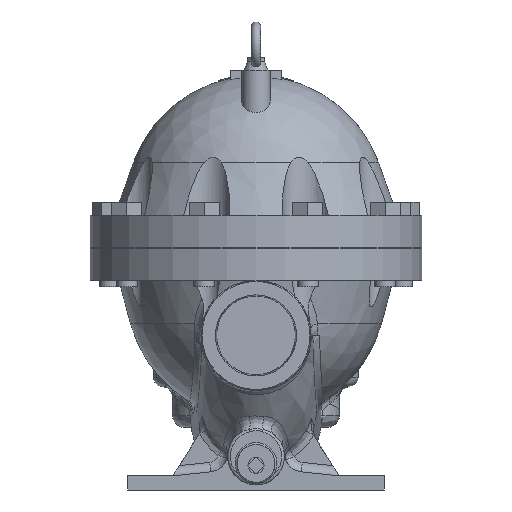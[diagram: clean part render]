
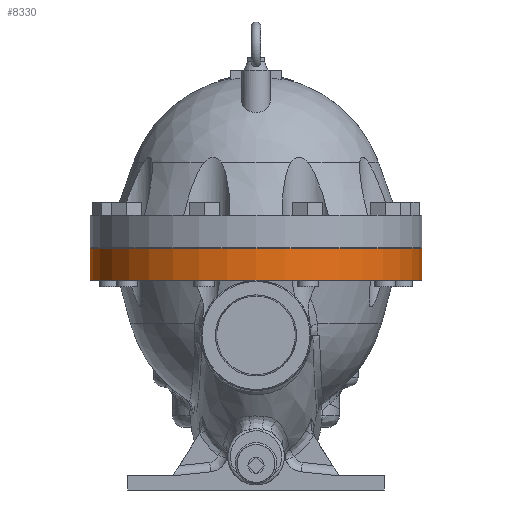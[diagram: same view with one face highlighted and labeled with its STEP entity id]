
A CAD part, left-side view. The second image highlights one B-rep face of the part: STEP entity #8330.
In plain terms, the highlighted cylindrical face has radius 175 mm (diameter 350 mm), a partial arc.
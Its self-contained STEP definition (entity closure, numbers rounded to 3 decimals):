
#705=CIRCLE('',#8920,175.);
#728=CIRCLE('',#8955,175.);
#729=CIRCLE('',#8956,175.);
#1029=CYLINDRICAL_SURFACE('',#8954,175.);
#1273=FACE_OUTER_BOUND('',#1859,.T.);
#1859=EDGE_LOOP('',(#6010,#6011,#6012,#6013,#6014));
#2545=LINE('',#13490,#3076);
#2546=LINE('',#13494,#3077);
#3076=VECTOR('',#10235,34.);
#3077=VECTOR('',#10240,34.);
#3491=VERTEX_POINT('',#12127);
#3665=VERTEX_POINT('',#13345);
#3666=VERTEX_POINT('',#13346);
#3707=VERTEX_POINT('',#13489);
#3708=VERTEX_POINT('',#13492);
#4555=EDGE_CURVE('',#3665,#3666,#705,.T.);
#4602=EDGE_CURVE('',#3665,#3707,#2545,.T.);
#4603=EDGE_CURVE('',#3491,#3707,#728,.T.);
#4604=EDGE_CURVE('',#3708,#3491,#729,.T.);
#4605=EDGE_CURVE('',#3666,#3708,#2546,.T.);
#6010=ORIENTED_EDGE('',*,*,#4555,.F.);
#6011=ORIENTED_EDGE('',*,*,#4602,.T.);
#6012=ORIENTED_EDGE('',*,*,#4603,.F.);
#6013=ORIENTED_EDGE('',*,*,#4604,.F.);
#6014=ORIENTED_EDGE('',*,*,#4605,.F.);
#8330=ADVANCED_FACE('',(#1273),#1029,.T.);
#8920=AXIS2_PLACEMENT_3D('',#13347,#10146,#10147);
#8954=AXIS2_PLACEMENT_3D('',#13488,#10233,#10234);
#8955=AXIS2_PLACEMENT_3D('',#13491,#10236,#10237);
#8956=AXIS2_PLACEMENT_3D('',#13493,#10238,#10239);
#10146=DIRECTION('center_axis',(0.,0.,1.));
#10147=DIRECTION('ref_axis',(0.,1.,0.));
#10233=DIRECTION('center_axis',(0.,0.,-1.));
#10234=DIRECTION('ref_axis',(0.,1.,0.));
#10235=DIRECTION('',(0.,0.,-1.));
#10236=DIRECTION('center_axis',(0.,0.,-1.));
#10237=DIRECTION('ref_axis',(0.,1.,0.));
#10238=DIRECTION('center_axis',(0.,0.,-1.));
#10239=DIRECTION('ref_axis',(0.,1.,0.));
#10240=DIRECTION('',(0.,0.,-1.));
#12127=CARTESIAN_POINT('',(-265.,0.,-34.));
#13345=CARTESIAN_POINT('',(-90.,175.,0.));
#13346=CARTESIAN_POINT('',(-90.,-175.,0.));
#13347=CARTESIAN_POINT('Origin',(-90.,0.,0.));
#13488=CARTESIAN_POINT('Origin',(-90.,0.,0.));
#13489=CARTESIAN_POINT('',(-90.,175.,-34.));
#13490=CARTESIAN_POINT('',(-90.,175.,0.));
#13491=CARTESIAN_POINT('Origin',(-90.,0.,-34.));
#13492=CARTESIAN_POINT('',(-90.,-175.,-34.));
#13493=CARTESIAN_POINT('Origin',(-90.,0.,-34.));
#13494=CARTESIAN_POINT('',(-90.,-175.,0.));
